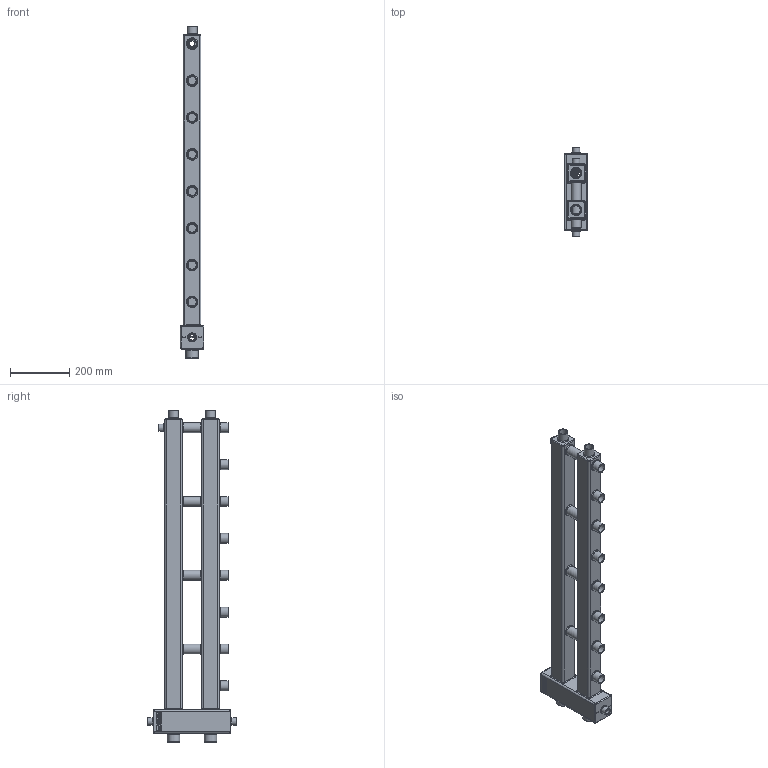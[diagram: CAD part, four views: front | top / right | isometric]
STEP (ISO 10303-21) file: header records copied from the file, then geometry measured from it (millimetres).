
FILE_DESCRIPTION(('STEP AP203'), '1');
FILE_NAME('BM-60-5D.18', '', ('UNSPECIFIED'), ('UNSPECIFIED'), 'ASCON STEP Converter 1.6', 'ASCON Math Kernel', '');
FILE_SCHEMA(('CONFIG_CONTROL_DESIGN'));
Length unit declared in the file: millimetre
Bounding box: 80.55 x 304 x 1125 mm (x, y, z)
Volume: 1841878.3 mm3; surface area: 1233550.4 mm2
Topology: 1 solids, 1 shells, 781 faces, 2101 edges, 1373 vertices
Faces by surface type: cylinder 277, plane 235, bspline 187, cone 51, torus 31
Full cylindrical faces by diameter (mm): 6 x136, 18.632 x3, 24 x2, 25 x3, 27.5 x10, 30 x10, 33.5 x18, 34 x8, 36.3 x2, 40 x2, 42.3 x2, 52 x2
Entity records: 36278 total; most frequent: CARTESIAN_POINT 11907, ORIENTED_EDGE 3658, DIRECTION 3080, EDGE_CURVE 1829, EDGE_LOOP 1434, VERTEX_POINT 1373, AXIS2_PLACEMENT_3D 1204, FACE_BOUND 936
